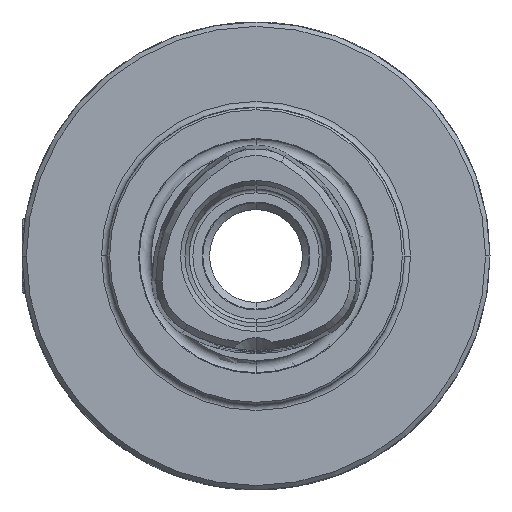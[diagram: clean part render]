
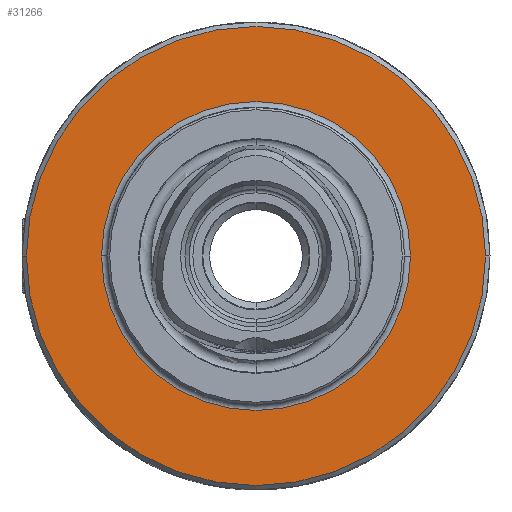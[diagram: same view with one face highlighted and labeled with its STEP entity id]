
A CAD part, left-side view. The second image highlights one B-rep face of the part: STEP entity #31266.
In plain terms, the highlighted planar face has unit normal (-1, 0, 0).
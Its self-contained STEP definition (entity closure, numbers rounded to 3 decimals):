
#390 = CARTESIAN_POINT ( 'NONE',  ( 20., 20.8, 0. ) ) ;
#1346 = EDGE_LOOP ( 'NONE', ( #32297, #9917 ) ) ;
#2001 = EDGE_CURVE ( 'NONE', #20054, #31335, #30853, .T. ) ;
#2045 = EDGE_CURVE ( 'NONE', #18787, #22915, #37767, .T. ) ;
#2598 = DIRECTION ( 'NONE',  ( 0., -1., 0. ) ) ;
#3463 = DIRECTION ( 'NONE',  ( 0., 1., 0. ) ) ;
#4948 = DIRECTION ( 'NONE',  ( 0., -1., 0. ) ) ;
#7424 = DIRECTION ( 'NONE',  ( 1., 0., 0. ) ) ;
#9773 = PLANE ( 'NONE',  #17046 ) ;
#9917 = ORIENTED_EDGE ( 'NONE', *, *, #2001, .F. ) ;
#15231 = AXIS2_PLACEMENT_3D ( 'NONE', #22452, #7424, #37130 ) ;
#15997 = CIRCLE ( 'NONE', #26385, 20.8 ) ;
#16168 = AXIS2_PLACEMENT_3D ( 'NONE', #47756, #25982, #3463 ) ;
#16264 = DIRECTION ( 'NONE',  ( 1., 0., 0. ) ) ;
#17046 = AXIS2_PLACEMENT_3D ( 'NONE', #43334, #24956, #2598 ) ;
#17756 = CARTESIAN_POINT ( 'NONE',  ( 20., 30.9, 0. ) ) ;
#18513 = CARTESIAN_POINT ( 'NONE',  ( 20., 0., 0. ) ) ;
#18787 = VERTEX_POINT ( 'NONE', #390 ) ;
#19805 = DIRECTION ( 'NONE',  ( 1., 0., 0. ) ) ;
#20054 = VERTEX_POINT ( 'NONE', #35821 ) ;
#21555 = FACE_BOUND ( 'NONE', #31654, .T. ) ;
#22452 = CARTESIAN_POINT ( 'NONE',  ( 20., 0., 0. ) ) ;
#22915 = VERTEX_POINT ( 'NONE', #40431 ) ;
#23706 = ORIENTED_EDGE ( 'NONE', *, *, #24356, .T. ) ;
#24356 = EDGE_CURVE ( 'NONE', #22915, #18787, #15997, .T. ) ;
#24647 = AXIS2_PLACEMENT_3D ( 'NONE', #18513, #19805, #4948 ) ;
#24956 = DIRECTION ( 'NONE',  ( -1., 0., 0. ) ) ;
#25359 = ORIENTED_EDGE ( 'NONE', *, *, #2045, .T. ) ;
#25982 = DIRECTION ( 'NONE',  ( 1., 0., 0. ) ) ;
#26385 = AXIS2_PLACEMENT_3D ( 'NONE', #31685, #16264, #27955 ) ;
#27955 = DIRECTION ( 'NONE',  ( 0., -1., 0. ) ) ;
#30853 = CIRCLE ( 'NONE', #15231, 30.9 ) ;
#31266 = ADVANCED_FACE ( 'NONE', ( #21555, #45190 ), #9773, .T. ) ;
#31335 = VERTEX_POINT ( 'NONE', #17756 ) ;
#31654 = EDGE_LOOP ( 'NONE', ( #23706, #25359 ) ) ;
#31685 = CARTESIAN_POINT ( 'NONE',  ( 20., 0., 0. ) ) ;
#32297 = ORIENTED_EDGE ( 'NONE', *, *, #46307, .F. ) ;
#35821 = CARTESIAN_POINT ( 'NONE',  ( 20., -30.9, 0. ) ) ;
#37130 = DIRECTION ( 'NONE',  ( 0., 1., 0. ) ) ;
#37767 = CIRCLE ( 'NONE', #24647, 20.8 ) ;
#40431 = CARTESIAN_POINT ( 'NONE',  ( 20., -20.8, 0. ) ) ;
#43334 = CARTESIAN_POINT ( 'NONE',  ( 20., 30.9, 0. ) ) ;
#45190 = FACE_OUTER_BOUND ( 'NONE', #1346, .T. ) ;
#46307 = EDGE_CURVE ( 'NONE', #31335, #20054, #47407, .T. ) ;
#47407 = CIRCLE ( 'NONE', #16168, 30.9 ) ;
#47756 = CARTESIAN_POINT ( 'NONE',  ( 20., 0., 0. ) ) ;
